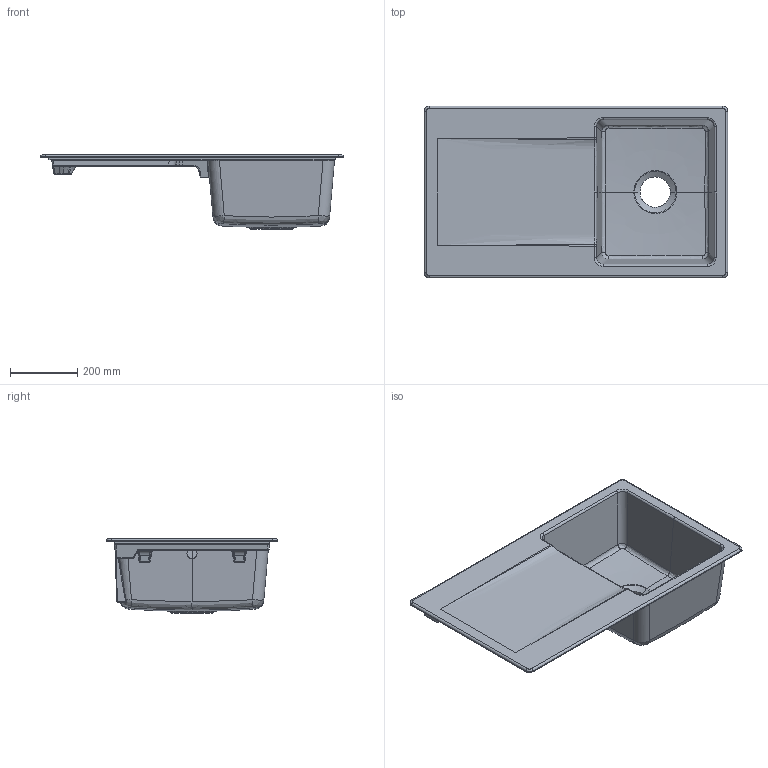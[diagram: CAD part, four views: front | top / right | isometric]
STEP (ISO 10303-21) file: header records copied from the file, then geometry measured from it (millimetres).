
FILE_DESCRIPTION(/* description */ (''),/* implementation_level */ '2;1');
FILE_NAME(/* name */ 'Spuele_3335_Siluet.stp',/* time_stamp */ '2019-02-26T13:29:23+01:00',/* author */ (''),/* organization */ (''),/* preprocessor_version */ 'ST-DEVELOPER v16',/* originating_system */ 'SIEMENS PLM Software NX 10.0',/* authorisation */ '');
FILE_SCHEMA (('AUTOMOTIVE_DESIGN { 1 0 10303 214 3 1 1 1 }'));
Length unit declared in the file: millimetre
Products named in the file (1): Sier2768DA30j3f3
Bounding box: 900 x 510 x 220 mm (x, y, z)
Volume: 12605946.6 mm3; surface area: 1480191.1 mm2
Topology: 1 solids, 1 shells, 339 faces, 799 edges, 441 vertices
Faces by surface type: bspline 148, cylinder 105, plane 59, sphere 16, torus 7, cone 4
Full cylindrical faces by diameter (mm): 30 x1, 90 x1
Entity records: 16311 total; most frequent: CARTESIAN_POINT 9693, ORIENTED_EDGE 1548, DIRECTION 1166, EDGE_CURVE 774, AXIS2_PLACEMENT_3D 467, VERTEX_POINT 440, EDGE_LOOP 346, ADVANCED_FACE 339
